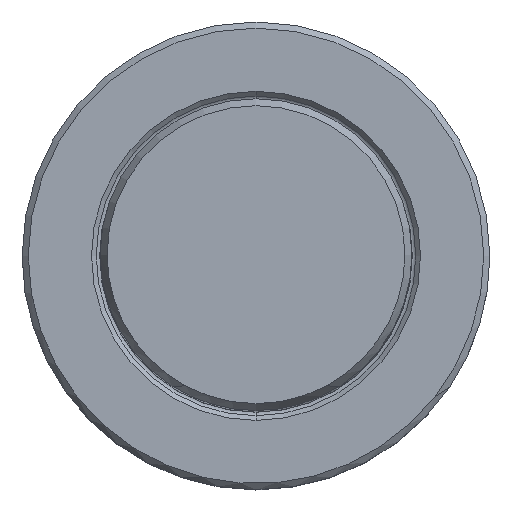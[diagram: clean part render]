
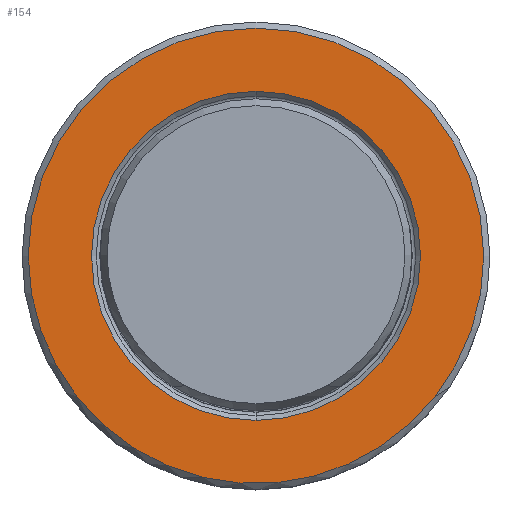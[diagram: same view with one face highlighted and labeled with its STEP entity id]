
A CAD part, top view. The second image highlights one B-rep face of the part: STEP entity #154.
In plain terms, the highlighted planar face has unit normal (0, 0, 1).
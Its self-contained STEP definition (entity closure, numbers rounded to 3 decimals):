
#30=FACE_BOUND('',#297,.T.);
#31=FACE_BOUND('',#298,.T.);
#42=PLANE('',#1257);
#154=ADVANCED_FACE('',(#30,#31),#42,.F.);
#297=EDGE_LOOP('',(#527,#528,#529,#530));
#298=EDGE_LOOP('',(#531,#532));
#527=ORIENTED_EDGE('',*,*,#780,.F.);
#528=ORIENTED_EDGE('',*,*,#781,.F.);
#529=ORIENTED_EDGE('',*,*,#782,.F.);
#530=ORIENTED_EDGE('',*,*,#783,.F.);
#531=ORIENTED_EDGE('',*,*,#779,.F.);
#532=ORIENTED_EDGE('',*,*,#784,.F.);
#650=VERTEX_POINT('',#2399);
#651=VERTEX_POINT('',#2401);
#652=VERTEX_POINT('',#2405);
#653=VERTEX_POINT('',#2406);
#654=VERTEX_POINT('',#2408);
#655=VERTEX_POINT('',#2410);
#779=EDGE_CURVE('',#651,#650,#926,.T.);
#780=EDGE_CURVE('',#652,#653,#927,.T.);
#781=EDGE_CURVE('',#654,#652,#928,.T.);
#782=EDGE_CURVE('',#655,#654,#929,.T.);
#783=EDGE_CURVE('',#653,#655,#930,.T.);
#784=EDGE_CURVE('',#650,#651,#931,.T.);
#926=CIRCLE('',#1250,13.4);
#927=CIRCLE('',#1252,18.55);
#928=CIRCLE('',#1253,18.55);
#929=CIRCLE('',#1254,18.55);
#930=CIRCLE('',#1255,18.55);
#931=CIRCLE('',#1256,13.4);
#1250=AXIS2_PLACEMENT_3D('',#2402,#1555,#1556);
#1252=AXIS2_PLACEMENT_3D('',#2404,#1559,#1560);
#1253=AXIS2_PLACEMENT_3D('',#2407,#1561,#1562);
#1254=AXIS2_PLACEMENT_3D('',#2409,#1563,#1564);
#1255=AXIS2_PLACEMENT_3D('',#2411,#1565,#1566);
#1256=AXIS2_PLACEMENT_3D('',#2412,#1567,#1568);
#1257=AXIS2_PLACEMENT_3D('',#2413,#1569,#1570);
#1555=DIRECTION('',(0.,0.,1.));
#1556=DIRECTION('',(0.,1.,0.));
#1559=DIRECTION('',(0.,0.,-1.));
#1560=DIRECTION('',(1.,0.,0.));
#1561=DIRECTION('',(0.,0.,-1.));
#1562=DIRECTION('',(-1.,0.,0.));
#1563=DIRECTION('',(0.,0.,-1.));
#1564=DIRECTION('',(-0.231,-0.973,0.));
#1565=DIRECTION('',(0.,0.,-1.));
#1566=DIRECTION('',(0.786,-0.618,0.));
#1567=DIRECTION('',(0.,0.,1.));
#1568=DIRECTION('',(0.,-1.,0.));
#1569=DIRECTION('',(0.,0.,-1.));
#1570=DIRECTION('',(0.,-1.,0.));
#2399=CARTESIAN_POINT('',(0.,-13.4,0.));
#2401=CARTESIAN_POINT('',(0.,13.4,0.));
#2402=CARTESIAN_POINT('',(0.,0.,0.));
#2404=CARTESIAN_POINT('',(0.,0.,0.));
#2405=CARTESIAN_POINT('',(18.55,0.,0.));
#2406=CARTESIAN_POINT('',(14.585,-11.462,0.));
#2407=CARTESIAN_POINT('',(0.,0.,0.));
#2408=CARTESIAN_POINT('',(-18.55,0.,0.));
#2409=CARTESIAN_POINT('',(0.,0.,0.));
#2410=CARTESIAN_POINT('',(-4.278,-18.05,0.));
#2411=CARTESIAN_POINT('',(0.,0.,0.));
#2412=CARTESIAN_POINT('',(0.,0.,0.));
#2413=CARTESIAN_POINT('',(0.,0.,0.));
